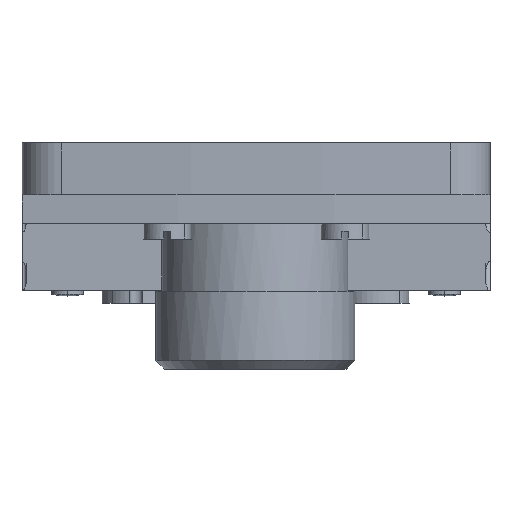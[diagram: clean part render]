
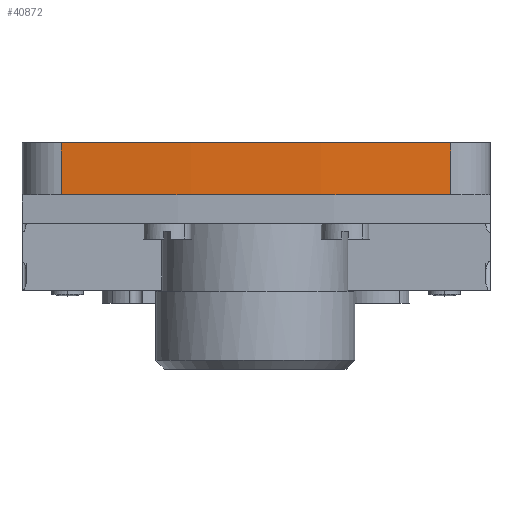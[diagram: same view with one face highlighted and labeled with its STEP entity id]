
A CAD part, front view. The second image highlights one B-rep face of the part: STEP entity #40872.
In plain terms, the highlighted cylindrical face has radius 250 mm (diameter 500 mm), a partial arc.
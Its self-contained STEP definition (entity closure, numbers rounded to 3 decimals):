
#57=DIRECTION('',(0.,0.,1.));
#58=VECTOR('',#57,6.);
#59=CARTESIAN_POINT('',(24.209,8.996,-109.717));
#60=LINE('',#59,#58);
#87=CARTESIAN_POINT('',(46.658,257.986,-109.717));
#88=DIRECTION('',(0.,0.,-1.));
#89=DIRECTION('',(0.09,-0.996,0.));
#90=AXIS2_PLACEMENT_3D('',#87,#88,#89);
#476=CARTESIAN_POINT('',(46.658,257.986,-103.717));
#477=DIRECTION('',(0.,0.,1.));
#478=DIRECTION('',(-0.09,-0.996,0.));
#479=AXIS2_PLACEMENT_3D('',#476,#477,#478);
#18751=DIRECTION('',(0.,0.,1.));
#18752=VECTOR('',#18751,6.);
#18753=CARTESIAN_POINT('',(69.107,8.996,
-109.717));
#18754=LINE('',#18753,#18752);
#21206=CARTESIAN_POINT('',(24.209,8.996,
-109.717));
#21207=CARTESIAN_POINT('',(24.209,8.996,
-103.717));
#21208=VERTEX_POINT('',#21206);
#21209=VERTEX_POINT('',#21207);
#21210=CARTESIAN_POINT('',(69.107,8.996,
-103.717));
#21211=VERTEX_POINT('',#21210);
#21212=CARTESIAN_POINT('',(69.107,8.996,
-109.717));
#21213=VERTEX_POINT('',#21212);
#40861=CARTESIAN_POINT('',(46.658,257.986,
-109.217));
#40862=DIRECTION('',(0.,0.,-1.));
#40863=DIRECTION('',(-1.,0.,0.));
#40864=AXIS2_PLACEMENT_3D('',#40861,#40862,#40863);
#40865=CYLINDRICAL_SURFACE('',#40864,250.);
#40866=ORIENTED_EDGE('',*,*,#22437,.T.);
#40867=ORIENTED_EDGE('',*,*,#22422,.T.);
#40868=ORIENTED_EDGE('',*,*,#22579,.T.);
#40869=ORIENTED_EDGE('',*,*,#40854,.F.);
#40870=EDGE_LOOP('',(#40866,#40867,#40868,#40869));
#40871=FACE_OUTER_BOUND('',#40870,.F.);
#40872=ADVANCED_FACE('',(#40871),#40865,.T.);
#91=CIRCLE('',#90,250.);
#480=CIRCLE('',#479,250.);
#22422=EDGE_CURVE('',#21208,#21209,#60,.T.);
#22437=EDGE_CURVE('',#21213,#21208,#91,.T.);
#22579=EDGE_CURVE('',#21209,#21211,#480,.T.);
#40854=EDGE_CURVE('',#21213,#21211,#18754,.T.);
